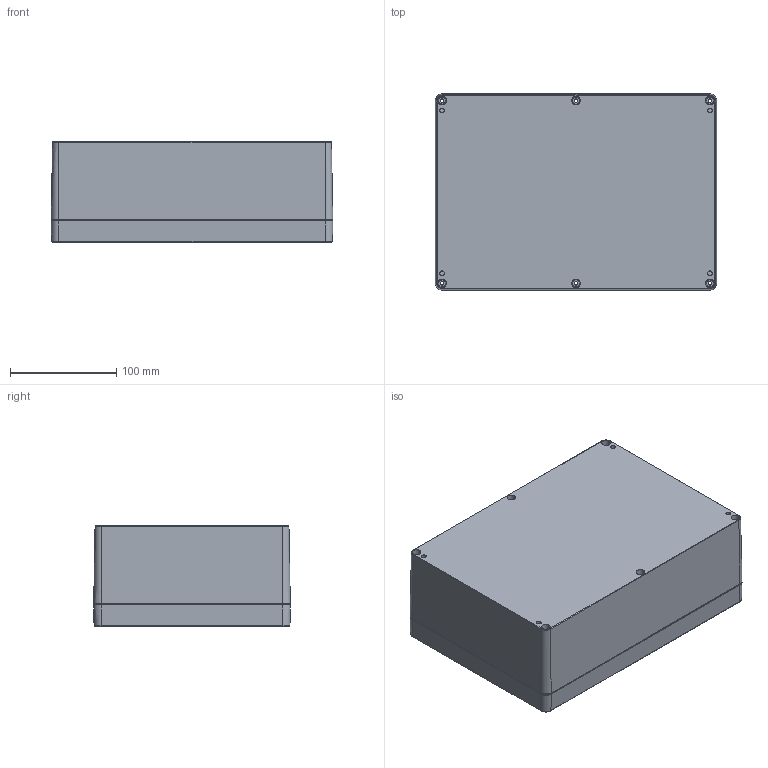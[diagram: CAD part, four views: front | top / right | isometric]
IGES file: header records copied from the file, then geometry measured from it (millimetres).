
Start section: SolidWorks IGES file using analytic representation for surfaces
Global section: file name: Z³o¿enie1.IGS; native system: SolidWorks 2012; preprocessor: SolidWorks 2012; author: Peter; date: 161223.130250; units: millimetre
Bounding box: 265 x 185 x 94.5 mm (x, y, z)
Surface area: 390750.9 mm2 (no closed solid volume)
Topology: 0 solids, 0 shells, 652 faces, 11588 edges, 11576 vertices
Faces by surface type: revolution 400, bspline 252
